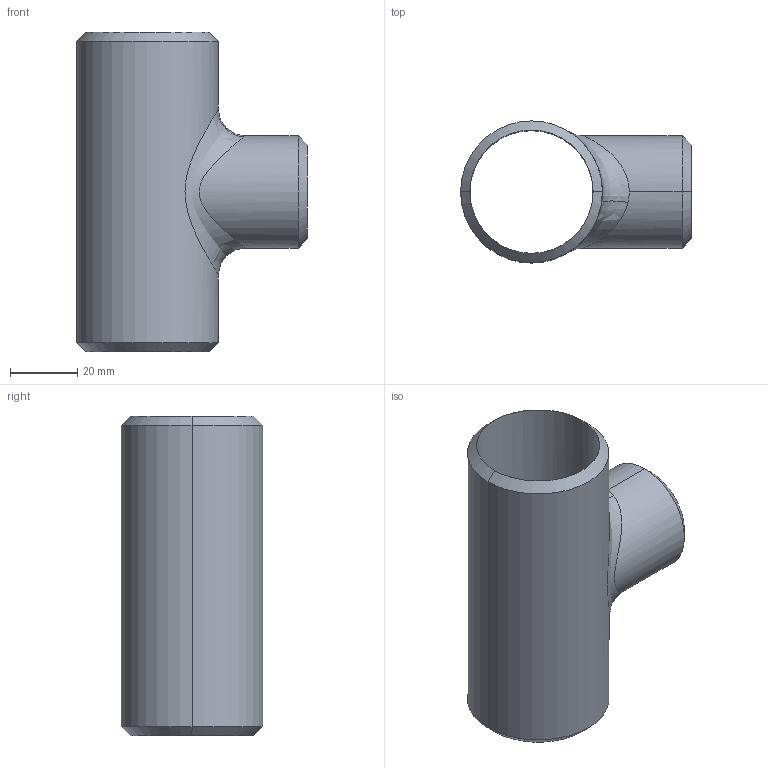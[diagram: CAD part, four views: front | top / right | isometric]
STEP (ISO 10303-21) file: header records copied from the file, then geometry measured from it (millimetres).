
FILE_DESCRIPTION (( 'STEP AP203' ), '1' );
FILE_NAME ('3D_R265_1 1-4x1x10S_173465400.STEP', '2024-08-26T06:30:35', ( '' ), ( '' ), 'SwSTEP 2.0', 'SolidWorks 2024', '' );
FILE_SCHEMA (( 'CONFIG_CONTROL_DESIGN' ));
Length unit declared in the file: millimetre
Products named in the file (1): 3D_R265_1 1-4x1x10S_173465400
Bounding box: 68.7 x 42.2 x 95.2 mm (x, y, z)
Volume: 37082.3 mm3; surface area: 28048.6 mm2
Topology: 1 solids, 1 shells, 21 faces, 54 edges, 34 vertices
Faces by surface type: cylinder 8, cone 6, bspline 4, plane 3
Entity records: 2091 total; most frequent: CARTESIAN_POINT 1522, ORIENTED_EDGE 108, DIRECTION 96, EDGE_CURVE 54, AXIS2_PLACEMENT_3D 40, VERTEX_POINT 34, EDGE_LOOP 24, CIRCLE 22
